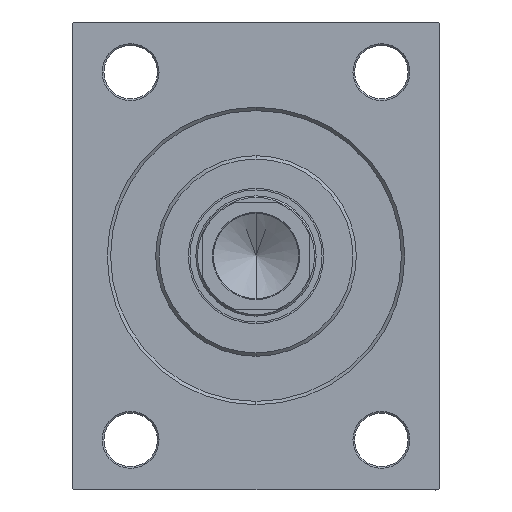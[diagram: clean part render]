
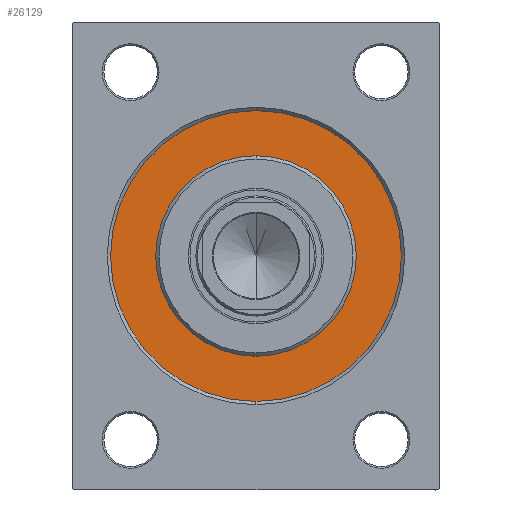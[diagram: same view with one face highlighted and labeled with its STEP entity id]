
A CAD part, left-side view. The second image highlights one B-rep face of the part: STEP entity #26129.
In plain terms, the highlighted face is planar.
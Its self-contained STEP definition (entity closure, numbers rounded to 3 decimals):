
#137 = CARTESIAN_POINT ( 'NONE',  ( 0., 0., 43.5 ) ) ;
#3708 = EDGE_CURVE ( 'NONE', #43040, #21319, #34669, .T. ) ;
#5233 = DIRECTION ( 'NONE',  ( 1., 0., 0. ) ) ;
#6031 = ORIENTED_EDGE ( 'NONE', *, *, #16449, .F. ) ;
#7440 = AXIS2_PLACEMENT_3D ( 'NONE', #33689, #40501, #9784 ) ;
#7985 = AXIS2_PLACEMENT_3D ( 'NONE', #39638, #22739, #33473 ) ;
#9162 = CARTESIAN_POINT ( 'NONE',  ( 0., 0., -30. ) ) ;
#9686 = AXIS2_PLACEMENT_3D ( 'NONE', #35778, #32482, #38418 ) ;
#9784 = DIRECTION ( 'NONE',  ( 0., 0., 1. ) ) ;
#12599 = EDGE_CURVE ( 'NONE', #31935, #27626, #17380, .T. ) ;
#13082 = FACE_BOUND ( 'NONE', #30234, .T. ) ;
#13936 = FACE_OUTER_BOUND ( 'NONE', #18790, .T. ) ;
#14872 = CARTESIAN_POINT ( 'NONE',  ( 0., 0., 30. ) ) ;
#16449 = EDGE_CURVE ( 'NONE', #27626, #31935, #18514, .T. ) ;
#17380 = CIRCLE ( 'NONE', #32800, 43.5 ) ;
#18514 = CIRCLE ( 'NONE', #7985, 43.5 ) ;
#18790 = EDGE_LOOP ( 'NONE', ( #6031, #43133 ) ) ;
#18834 = DIRECTION ( 'NONE',  ( 0., 0., 1. ) ) ;
#21319 = VERTEX_POINT ( 'NONE', #14872 ) ;
#21362 = AXIS2_PLACEMENT_3D ( 'NONE', #21723, #5233, #25440 ) ;
#21723 = CARTESIAN_POINT ( 'NONE',  ( 0., 0., 0. ) ) ;
#22739 = DIRECTION ( 'NONE',  ( -1., 0., 0. ) ) ;
#23736 = ORIENTED_EDGE ( 'NONE', *, *, #3708, .F. ) ;
#25117 = CIRCLE ( 'NONE', #9686, 30. ) ;
#25440 = DIRECTION ( 'NONE',  ( 0., 0., -1. ) ) ;
#26129 = ADVANCED_FACE ( 'NONE', ( #13082, #13936 ), #39861, .F. ) ;
#26642 = DIRECTION ( 'NONE',  ( -1., 0., 0. ) ) ;
#27626 = VERTEX_POINT ( 'NONE', #39300 ) ;
#29889 = EDGE_CURVE ( 'NONE', #21319, #43040, #25117, .T. ) ;
#30234 = EDGE_LOOP ( 'NONE', ( #41134, #23736 ) ) ;
#31935 = VERTEX_POINT ( 'NONE', #137 ) ;
#32482 = DIRECTION ( 'NONE',  ( 1., 0., 0. ) ) ;
#32800 = AXIS2_PLACEMENT_3D ( 'NONE', #33016, #26642, #18834 ) ;
#33016 = CARTESIAN_POINT ( 'NONE',  ( 0., 0., 0. ) ) ;
#33473 = DIRECTION ( 'NONE',  ( 0., 0., 1. ) ) ;
#33689 = CARTESIAN_POINT ( 'NONE',  ( 0., 0., 0. ) ) ;
#34669 = CIRCLE ( 'NONE', #21362, 30. ) ;
#35778 = CARTESIAN_POINT ( 'NONE',  ( 0., 0., 0. ) ) ;
#38418 = DIRECTION ( 'NONE',  ( 0., 0., -1. ) ) ;
#39300 = CARTESIAN_POINT ( 'NONE',  ( 0., 0., -43.5 ) ) ;
#39638 = CARTESIAN_POINT ( 'NONE',  ( 0., 0., 0. ) ) ;
#39861 = PLANE ( 'NONE',  #7440 ) ;
#40501 = DIRECTION ( 'NONE',  ( -1., 0., 0. ) ) ;
#41134 = ORIENTED_EDGE ( 'NONE', *, *, #29889, .F. ) ;
#43040 = VERTEX_POINT ( 'NONE', #9162 ) ;
#43133 = ORIENTED_EDGE ( 'NONE', *, *, #12599, .F. ) ;
